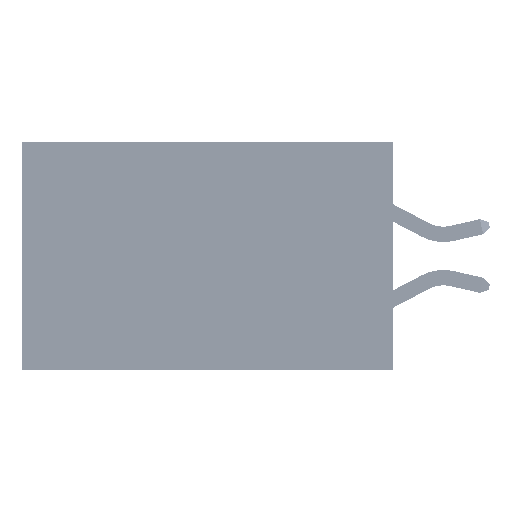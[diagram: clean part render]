
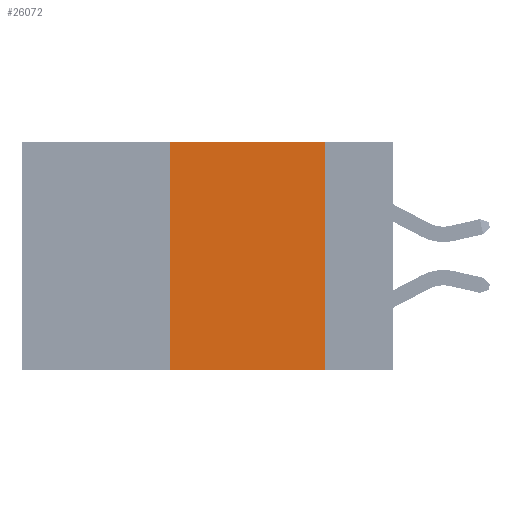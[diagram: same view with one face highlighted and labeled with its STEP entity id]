
A CAD part, left-side view. The second image highlights one B-rep face of the part: STEP entity #26072.
In plain terms, the highlighted planar face has unit normal (-1, 0, 0).
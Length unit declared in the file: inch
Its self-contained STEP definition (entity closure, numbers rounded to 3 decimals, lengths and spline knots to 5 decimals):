
#1078 = ORIENTED_EDGE ( 'NONE', *, *, #30281, .T. ) ;
#5593 = LINE ( 'NONE', #27676, #8320 ) ;
#6755 = DIRECTION ( 'NONE',  ( 0., 0., -1. ) ) ;
#7165 = DIRECTION ( 'NONE',  ( 0., 0., 1. ) ) ;
#8320 = VECTOR ( 'NONE', #8327, 39.37008 ) ;
#8327 = DIRECTION ( 'NONE',  ( 0., 0., -1. ) ) ;
#9130 = DIRECTION ( 'NONE',  ( 0., -1., 0. ) ) ;
#9305 = LINE ( 'NONE', #23924, #13300 ) ;
#9759 = EDGE_CURVE ( 'NONE', #38791, #22596, #5593, .T. ) ;
#10801 = ORIENTED_EDGE ( 'NONE', *, *, #9759, .F. ) ;
#11228 = LINE ( 'NONE', #14362, #47055 ) ;
#13300 = VECTOR ( 'NONE', #34027, 39.37008 ) ;
#13731 = DIRECTION ( 'NONE',  ( 1., 0., 0. ) ) ;
#14362 = CARTESIAN_POINT ( 'NONE',  ( 0., 0.36, 0. ) ) ;
#14849 = EDGE_LOOP ( 'NONE', ( #10801, #22687, #38008, #1078 ) ) ;
#20422 = CARTESIAN_POINT ( 'NONE',  ( 0., 0.6, 0. ) ) ;
#22479 = VERTEX_POINT ( 'NONE', #33316 ) ;
#22596 = VERTEX_POINT ( 'NONE', #34029 ) ;
#22687 = ORIENTED_EDGE ( 'NONE', *, *, #40402, .F. ) ;
#22977 = AXIS2_PLACEMENT_3D ( 'NONE', #20422, #13731, #6755 ) ;
#23924 = CARTESIAN_POINT ( 'NONE',  ( 0., 0.6, -0.37 ) ) ;
#25612 = VERTEX_POINT ( 'NONE', #35382 ) ;
#26072 = ADVANCED_FACE ( 'NONE', ( #42989 ), #35792, .F. ) ;
#27368 = CARTESIAN_POINT ( 'NONE',  ( 0., 0.6, 0. ) ) ;
#27597 = VECTOR ( 'NONE', #9130, 39.37008 ) ;
#27676 = CARTESIAN_POINT ( 'NONE',  ( 0., 0.11, 0. ) ) ;
#30281 = EDGE_CURVE ( 'NONE', #22479, #22596, #9305, .T. ) ;
#32624 = EDGE_CURVE ( 'NONE', #22479, #25612, #11228, .T. ) ;
#33316 = CARTESIAN_POINT ( 'NONE',  ( 0., 0.36, -0.37 ) ) ;
#34027 = DIRECTION ( 'NONE',  ( 0., -1., 0. ) ) ;
#34029 = CARTESIAN_POINT ( 'NONE',  ( 0., 0.11, -0.37 ) ) ;
#35382 = CARTESIAN_POINT ( 'NONE',  ( 0., 0.36, 0. ) ) ;
#35792 = PLANE ( 'NONE',  #22977 ) ;
#38008 = ORIENTED_EDGE ( 'NONE', *, *, #32624, .F. ) ;
#38392 = LINE ( 'NONE', #27368, #27597 ) ;
#38791 = VERTEX_POINT ( 'NONE', #41617 ) ;
#40402 = EDGE_CURVE ( 'NONE', #25612, #38791, #38392, .T. ) ;
#41617 = CARTESIAN_POINT ( 'NONE',  ( 0., 0.11, 0. ) ) ;
#42989 = FACE_OUTER_BOUND ( 'NONE', #14849, .T. ) ;
#47055 = VECTOR ( 'NONE', #7165, 39.37008 ) ;
